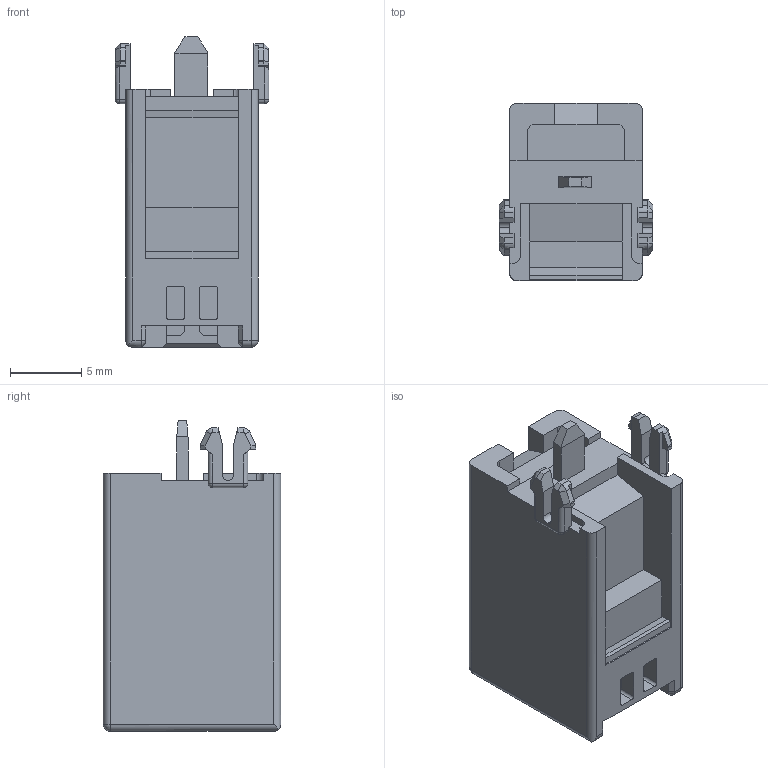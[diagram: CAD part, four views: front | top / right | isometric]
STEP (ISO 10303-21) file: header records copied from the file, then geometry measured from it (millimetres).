
FILE_DESCRIPTION(('CoCreate Modeling STEP Export'),'2;1');
FILE_NAME('DF22-1P-7.92DSA.stp','2011-03-30T14:14:26',(''),(''),'CoCreate Modeling STEP processor for AP214 (Solid Model)','CoCreate Modeling 17.0 01-Apr-2010 (C) Parametric Technology GmbH','');
FILE_SCHEMA(('AUTOMOTIVE_DESIGN { 1 0 10303 214 1 1 1 1 }'));
Length unit declared in the file: millimetre
Products named in the file (1): DF22-1P-792DSA
Bounding box: 10.8 x 12.45 x 21.8 mm (x, y, z)
Volume: 1157.6 mm3; surface area: 1758.5 mm2
Topology: 1 solids, 1 shells, 250 faces, 694 edges, 439 vertices
Faces by surface type: plane 190, cylinder 47, sphere 7, cone 6
Entity records: 7816 total; most frequent: ORIENTED_EDGE 1374, CARTESIAN_POINT 1364, DIRECTION 1273, EDGE_CURVE 687, VECTOR 565, LINE 565, VERTEX_POINT 439, AXIS2_PLACEMENT_3D 354
